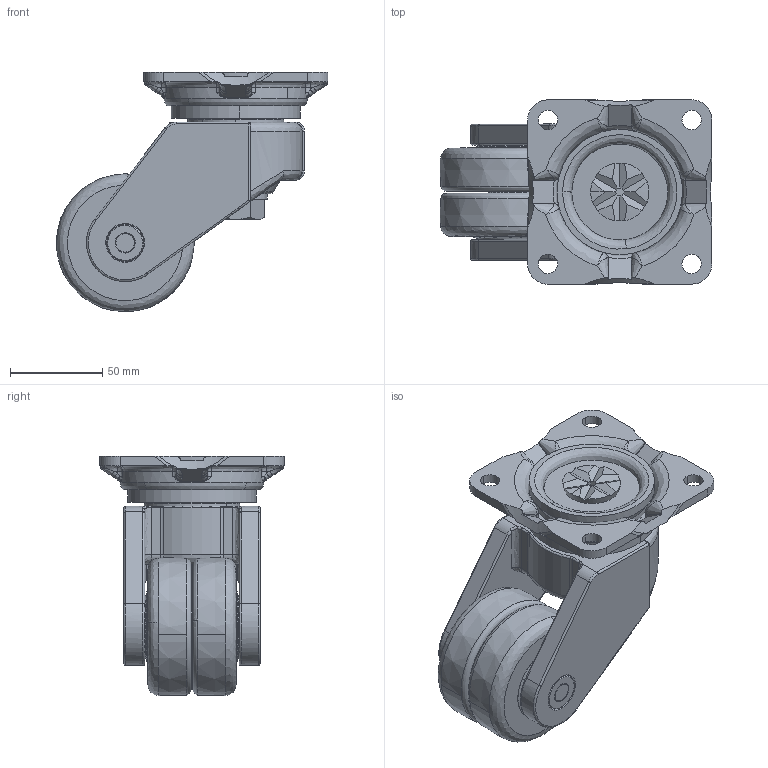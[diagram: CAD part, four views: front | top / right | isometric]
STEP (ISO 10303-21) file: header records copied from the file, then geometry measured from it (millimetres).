
FILE_DESCRIPTION((''),'2;1');
FILE_NAME('','2005-12-16T17:14:55',(''),(''),'','CADfix','');
FILE_SCHEMA(('AUTOMOTIVE_DESIGN'));
Length unit declared in the file: millimetre
Products named in the file (6): wheel; mounting plate; main shaft; body; axle; No_106X_N_17143_36
Assembly tree (5 placements, depth 2):
  No_106X_N_17143_36
    wheel
    mounting plate
    main shaft
    body
    axle
Bounding box: 147.5 x 100 x 129.79 mm (x, y, z)
Volume: 574727.9 mm3; surface area: 114682.6 mm2
Topology: 5 solids, 5 shells, 493 faces, 1388 edges, 901 vertices
Faces by surface type: bspline 493
Entity records: 23318 total; most frequent: CARTESIAN_POINT 15868, ORIENTED_EDGE 2728, EDGE_CURVE 1364, VERTEX_POINT 901, EDGE_LOOP 531, FACE_OUTER_BOUND 493, ADVANCED_FACE 493, QUASI_UNIFORM_CURVE 388
